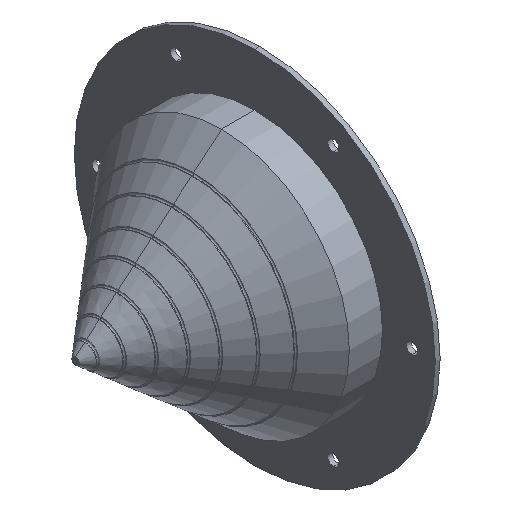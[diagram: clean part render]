
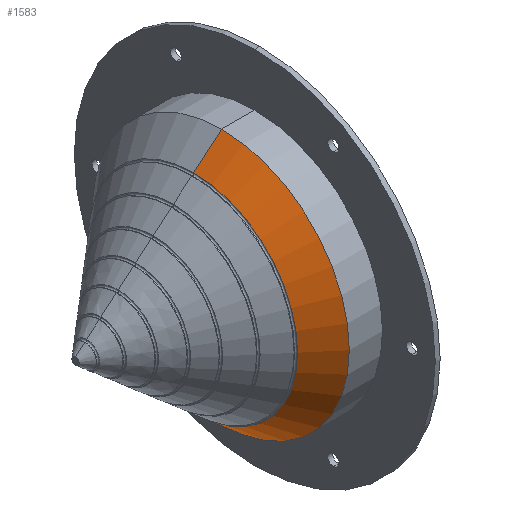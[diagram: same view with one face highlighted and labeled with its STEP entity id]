
A CAD part, isometric view. The second image highlights one B-rep face of the part: STEP entity #1583.
In plain terms, the highlighted conical face has half-angle 40.323 degrees and reference radius 52 mm.
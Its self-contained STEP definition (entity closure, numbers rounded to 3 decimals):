
#285 = VECTOR ( 'NONE', #949, 1000. ) ;
#302 = AXIS2_PLACEMENT_3D ( 'NONE', #1490, #1476, #1519 ) ;
#327 = EDGE_CURVE ( 'NONE', #1233, #1333, #368, .T. ) ;
#333 = EDGE_CURVE ( 'NONE', #1212, #1307, #1614, .T. ) ;
#336 = EDGE_CURVE ( 'NONE', #1307, #1333, #1611, .T. ) ;
#338 = EDGE_CURVE ( 'NONE', #1212, #1233, #1619, .T. ) ;
#368 = CIRCLE ( 'NONE', #1668, 52. ) ;
#839 = ORIENTED_EDGE ( 'NONE', *, *, #333, .F. ) ;
#892 = ORIENTED_EDGE ( 'NONE', *, *, #327, .T. ) ;
#904 = ORIENTED_EDGE ( 'NONE', *, *, #338, .T. ) ;
#910 = ORIENTED_EDGE ( 'NONE', *, *, #336, .F. ) ;
#947 = CARTESIAN_POINT ( 'NONE',  ( 15.873, 0., 52. ) ) ;
#949 = DIRECTION ( 'NONE',  ( 0.762, 0., 0.647 ) ) ;
#958 = DIRECTION ( 'NONE',  ( 0., 0., 1. ) ) ;
#972 = CARTESIAN_POINT ( 'NONE',  ( 4.472, 0., 42.324 ) ) ;
#1016 = DIRECTION ( 'NONE',  ( -1., 0., 0. ) ) ;
#1025 = DIRECTION ( 'NONE',  ( 0.762, 0., -0.647 ) ) ;
#1071 = CARTESIAN_POINT ( 'NONE',  ( 4.472, 0., -42.324 ) ) ;
#1076 = CARTESIAN_POINT ( 'NONE',  ( 15.873, 0., 0. ) ) ;
#1085 = CARTESIAN_POINT ( 'NONE',  ( 15.873, 0., -52. ) ) ;
#1121 = CARTESIAN_POINT ( 'NONE',  ( 15.873, 0., 52. ) ) ;
#1124 = DIRECTION ( 'NONE',  ( -1., 0., 0. ) ) ;
#1125 = DIRECTION ( 'NONE',  ( 0., 0., 1. ) ) ;
#1144 = CARTESIAN_POINT ( 'NONE',  ( 4.472, 0., 0. ) ) ;
#1159 = CARTESIAN_POINT ( 'NONE',  ( 15.873, 0., -52. ) ) ;
#1212 = VERTEX_POINT ( 'NONE', #1071 ) ;
#1233 = VERTEX_POINT ( 'NONE', #1085 ) ;
#1282 = EDGE_LOOP ( 'NONE', ( #910, #839, #904, #892 ) ) ;
#1307 = VERTEX_POINT ( 'NONE', #972 ) ;
#1333 = VERTEX_POINT ( 'NONE', #947 ) ;
#1476 = DIRECTION ( 'NONE',  ( 1., 0., 0. ) ) ;
#1490 = CARTESIAN_POINT ( 'NONE',  ( 15.873, 0., 0. ) ) ;
#1519 = DIRECTION ( 'NONE',  ( 0., 0., -1. ) ) ;
#1583 = ADVANCED_FACE ( 'NONE', ( #1848 ), #1855, .T. ) ;
#1611 = LINE ( 'NONE', #1121, #285 ) ;
#1614 = CIRCLE ( 'NONE', #1674, 42.324 ) ;
#1619 = LINE ( 'NONE', #1159, #1622 ) ;
#1622 = VECTOR ( 'NONE', #1025, 1000. ) ;
#1668 = AXIS2_PLACEMENT_3D ( 'NONE', #1076, #1124, #958 ) ;
#1674 = AXIS2_PLACEMENT_3D ( 'NONE', #1144, #1016, #1125 ) ;
#1848 = FACE_OUTER_BOUND ( 'NONE', #1282, .T. ) ;
#1855 = CONICAL_SURFACE ( 'NONE', #302, 52., 0.704 ) ;
